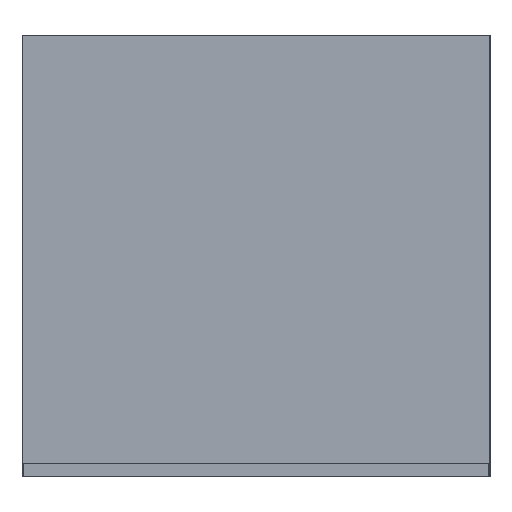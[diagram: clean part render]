
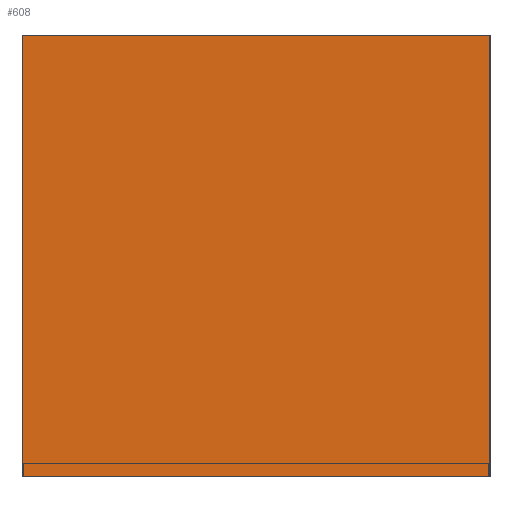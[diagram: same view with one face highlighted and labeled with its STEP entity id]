
A CAD part, left-side view. The second image highlights one B-rep face of the part: STEP entity #608.
In plain terms, the highlighted planar face has unit normal (-1, 0, 0).
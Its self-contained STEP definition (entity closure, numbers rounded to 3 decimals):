
#134 = EDGE_CURVE ( 'NONE', #1619, #1063, #1387, .T. ) ;
#181 = CARTESIAN_POINT ( 'NONE',  ( -0.325, -0.175, 0.165 ) ) ;
#187 = VECTOR ( 'NONE', #738, 1000. ) ;
#257 = VECTOR ( 'NONE', #814, 1000. ) ;
#308 = DIRECTION ( 'NONE',  ( 0., -1., 0. ) ) ;
#323 = AXIS2_PLACEMENT_3D ( 'NONE', #982, #1636, #883 ) ;
#526 = CARTESIAN_POINT ( 'NONE',  ( -0.325, -0.175, -0.165 ) ) ;
#608 = ADVANCED_FACE ( 'NONE', ( #1450 ), #1520, .F. ) ;
#638 = VECTOR ( 'NONE', #1144, 1000. ) ;
#725 = EDGE_LOOP ( 'NONE', ( #1121, #1067, #1567, #1355 ) ) ;
#738 = DIRECTION ( 'NONE',  ( 0., 0., -1. ) ) ;
#740 = LINE ( 'NONE', #1280, #638 ) ;
#814 = DIRECTION ( 'NONE',  ( 0., -1., 0. ) ) ;
#883 = DIRECTION ( 'NONE',  ( 0., 0., -1. ) ) ;
#915 = VECTOR ( 'NONE', #308, 1000. ) ;
#982 = CARTESIAN_POINT ( 'NONE',  ( -0.325, -0.175, 0.165 ) ) ;
#1055 = CARTESIAN_POINT ( 'NONE',  ( -0.325, 0.175, 0.165 ) ) ;
#1063 = VERTEX_POINT ( 'NONE', #526 ) ;
#1067 = ORIENTED_EDGE ( 'NONE', *, *, #134, .F. ) ;
#1094 = CARTESIAN_POINT ( 'NONE',  ( -0.325, -0.175, 0.165 ) ) ;
#1099 = EDGE_CURVE ( 'NONE', #1460, #1063, #1499, .T. ) ;
#1121 = ORIENTED_EDGE ( 'NONE', *, *, #1099, .T. ) ;
#1144 = DIRECTION ( 'NONE',  ( 0., 0., -1. ) ) ;
#1149 = CARTESIAN_POINT ( 'NONE',  ( -0.325, 0.175, -0.165 ) ) ;
#1240 = LINE ( 'NONE', #181, #915 ) ;
#1280 = CARTESIAN_POINT ( 'NONE',  ( -0.325, 0.175, 0.165 ) ) ;
#1282 = EDGE_CURVE ( 'NONE', #1549, #1619, #1240, .T. ) ;
#1355 = ORIENTED_EDGE ( 'NONE', *, *, #1395, .T. ) ;
#1387 = LINE ( 'NONE', #1595, #187 ) ;
#1395 = EDGE_CURVE ( 'NONE', #1549, #1460, #740, .T. ) ;
#1450 = FACE_OUTER_BOUND ( 'NONE', #725, .T. ) ;
#1460 = VERTEX_POINT ( 'NONE', #1149 ) ;
#1499 = LINE ( 'NONE', #1575, #257 ) ;
#1520 = PLANE ( 'NONE',  #323 ) ;
#1549 = VERTEX_POINT ( 'NONE', #1055 ) ;
#1567 = ORIENTED_EDGE ( 'NONE', *, *, #1282, .F. ) ;
#1575 = CARTESIAN_POINT ( 'NONE',  ( -0.325, -0.175, -0.165 ) ) ;
#1595 = CARTESIAN_POINT ( 'NONE',  ( -0.325, -0.175, 0.165 ) ) ;
#1619 = VERTEX_POINT ( 'NONE', #1094 ) ;
#1636 = DIRECTION ( 'NONE',  ( 1., 0., 0. ) ) ;
